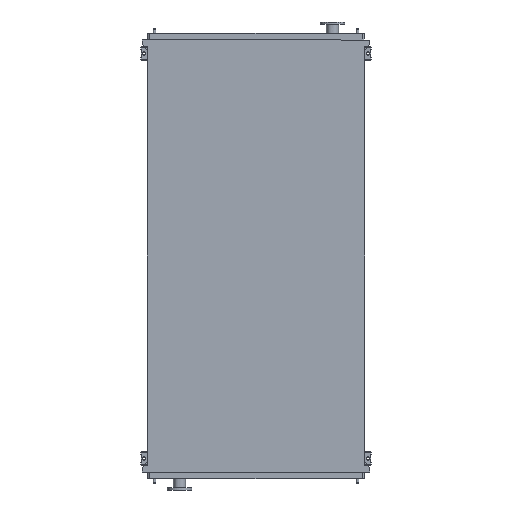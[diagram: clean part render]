
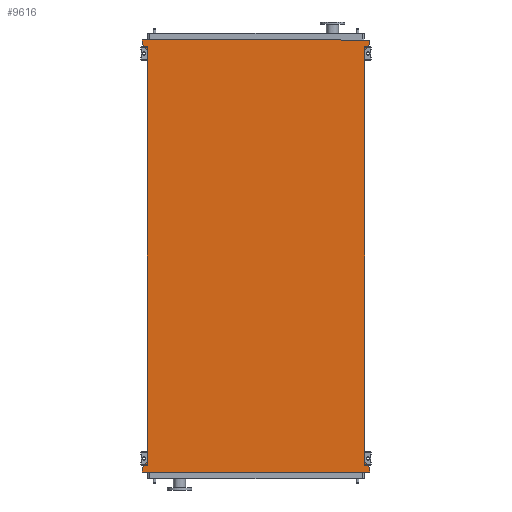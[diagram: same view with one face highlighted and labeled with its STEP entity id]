
A CAD part, front view. The second image highlights one B-rep face of the part: STEP entity #9616.
In plain terms, the highlighted planar face has unit normal (0, -1, 0).
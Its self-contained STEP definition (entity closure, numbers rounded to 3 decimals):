
#178 = CARTESIAN_POINT ( 'NONE',  ( 1011., 0., 53. ) ) ;
#319 = CARTESIAN_POINT ( 'NONE',  ( -1011., 0., 95. ) ) ;
#387 = DIRECTION ( 'NONE',  ( 1., 0., 0. ) ) ;
#548 = EDGE_CURVE ( 'NONE', #12509, #19285, #8541, .T. ) ;
#577 = VECTOR ( 'NONE', #387, 1000. ) ;
#763 = VECTOR ( 'NONE', #3826, 1000. ) ;
#982 = VECTOR ( 'NONE', #16095, 1000. ) ;
#1008 = VERTEX_POINT ( 'NONE', #17502 ) ;
#1190 = EDGE_CURVE ( 'NONE', #2255, #1008, #18008, .T. ) ;
#1331 = EDGE_CURVE ( 'NONE', #9770, #7081, #4618, .T. ) ;
#1369 = CARTESIAN_POINT ( 'NONE',  ( -965., 0., 0. ) ) ;
#1530 = CARTESIAN_POINT ( 'NONE',  ( -1011., 0., 53. ) ) ;
#1743 = ORIENTED_EDGE ( 'NONE', *, *, #11556, .F. ) ;
#1761 = LINE ( 'NONE', #1530, #9672 ) ;
#1858 = ORIENTED_EDGE ( 'NONE', *, *, #6643, .F. ) ;
#2069 = VECTOR ( 'NONE', #6231, 1000. ) ;
#2255 = VERTEX_POINT ( 'NONE', #19292 ) ;
#2326 = ORIENTED_EDGE ( 'NONE', *, *, #8577, .F. ) ;
#2611 = EDGE_CURVE ( 'NONE', #19285, #11016, #16600, .T. ) ;
#3009 = PLANE ( 'NONE',  #12781 ) ;
#3421 = EDGE_LOOP ( 'NONE', ( #6215, #11533, #1743, #7421, #4890, #2326, #16692, #1858, #15336, #12316, #10966, #4520 ) ) ;
#3560 = CARTESIAN_POINT ( 'NONE',  ( -1011., 0., -3703. ) ) ;
#3826 = DIRECTION ( 'NONE',  ( -1., 0., 0. ) ) ;
#4179 = CARTESIAN_POINT ( 'NONE',  ( -965., 0., -3650. ) ) ;
#4432 = VECTOR ( 'NONE', #6803, 1000. ) ;
#4520 = ORIENTED_EDGE ( 'NONE', *, *, #17874, .F. ) ;
#4530 = CARTESIAN_POINT ( 'NONE',  ( -965., 0., -3650. ) ) ;
#4587 = VERTEX_POINT ( 'NONE', #11703 ) ;
#4614 = VECTOR ( 'NONE', #7661, 1000. ) ;
#4618 = LINE ( 'NONE', #319, #577 ) ;
#4621 = EDGE_CURVE ( 'NONE', #11016, #7527, #11453, .T. ) ;
#4890 = ORIENTED_EDGE ( 'NONE', *, *, #10561, .F. ) ;
#5212 = CARTESIAN_POINT ( 'NONE',  ( -965., 0., -3650. ) ) ;
#5329 = CARTESIAN_POINT ( 'NONE',  ( 1011., 0., -3745. ) ) ;
#5719 = VERTEX_POINT ( 'NONE', #5212 ) ;
#5792 = CARTESIAN_POINT ( 'NONE',  ( 965., 0., -3650. ) ) ;
#5853 = CARTESIAN_POINT ( 'NONE',  ( -1011., 0., -3745. ) ) ;
#6215 = ORIENTED_EDGE ( 'NONE', *, *, #1190, .T. ) ;
#6231 = DIRECTION ( 'NONE',  ( -0.655, 0., -0.755 ) ) ;
#6533 = EDGE_CURVE ( 'NONE', #5719, #11162, #10237, .T. ) ;
#6643 = EDGE_CURVE ( 'NONE', #7527, #5719, #16731, .T. ) ;
#6803 = DIRECTION ( 'NONE',  ( -0.655, 0., 0.755 ) ) ;
#7081 = VERTEX_POINT ( 'NONE', #12877 ) ;
#7421 = ORIENTED_EDGE ( 'NONE', *, *, #1331, .F. ) ;
#7458 = LINE ( 'NONE', #178, #2069 ) ;
#7521 = DIRECTION ( 'NONE',  ( 0., -1., 0. ) ) ;
#7527 = VERTEX_POINT ( 'NONE', #3560 ) ;
#7591 = VECTOR ( 'NONE', #8297, 1000. ) ;
#7661 = DIRECTION ( 'NONE',  ( 0., 0., -1. ) ) ;
#8297 = DIRECTION ( 'NONE',  ( 0., 0., -1. ) ) ;
#8402 = VECTOR ( 'NONE', #19178, 1000. ) ;
#8499 = CARTESIAN_POINT ( 'NONE',  ( -1011., 0., -3745. ) ) ;
#8537 = CARTESIAN_POINT ( 'NONE',  ( -1011., 0., 53. ) ) ;
#8541 = LINE ( 'NONE', #17990, #4614 ) ;
#8577 = EDGE_CURVE ( 'NONE', #11162, #11674, #16232, .T. ) ;
#8770 = DIRECTION ( 'NONE',  ( 0., 0., 1. ) ) ;
#9616 = ADVANCED_FACE ( 'NONE', ( #12257 ), #3009, .T. ) ;
#9672 = VECTOR ( 'NONE', #11941, 1000. ) ;
#9770 = VERTEX_POINT ( 'NONE', #13696 ) ;
#10237 = LINE ( 'NONE', #4179, #13726 ) ;
#10561 = EDGE_CURVE ( 'NONE', #11674, #9770, #1761, .T. ) ;
#10966 = ORIENTED_EDGE ( 'NONE', *, *, #548, .F. ) ;
#11016 = VERTEX_POINT ( 'NONE', #8499 ) ;
#11162 = VERTEX_POINT ( 'NONE', #1369 ) ;
#11168 = CARTESIAN_POINT ( 'NONE',  ( -965., 0., 0. ) ) ;
#11453 = LINE ( 'NONE', #5853, #14923 ) ;
#11533 = ORIENTED_EDGE ( 'NONE', *, *, #14530, .F. ) ;
#11556 = EDGE_CURVE ( 'NONE', #7081, #4587, #16367, .T. ) ;
#11674 = VERTEX_POINT ( 'NONE', #8537 ) ;
#11703 = CARTESIAN_POINT ( 'NONE',  ( 1011., 0., 53. ) ) ;
#11941 = DIRECTION ( 'NONE',  ( 0., 0., 1. ) ) ;
#12257 = FACE_OUTER_BOUND ( 'NONE', #3421, .T. ) ;
#12316 = ORIENTED_EDGE ( 'NONE', *, *, #2611, .F. ) ;
#12509 = VERTEX_POINT ( 'NONE', #18696 ) ;
#12781 = AXIS2_PLACEMENT_3D ( 'NONE', #4530, #7521, #17846 ) ;
#12866 = LINE ( 'NONE', #5792, #982 ) ;
#12877 = CARTESIAN_POINT ( 'NONE',  ( 1011., 0., 95. ) ) ;
#13086 = DIRECTION ( 'NONE',  ( 0., 0., 1. ) ) ;
#13696 = CARTESIAN_POINT ( 'NONE',  ( -1011., 0., 95. ) ) ;
#13726 = VECTOR ( 'NONE', #13086, 1000. ) ;
#14074 = VECTOR ( 'NONE', #19321, 1000. ) ;
#14530 = EDGE_CURVE ( 'NONE', #4587, #1008, #7458, .T. ) ;
#14923 = VECTOR ( 'NONE', #8770, 1000. ) ;
#15336 = ORIENTED_EDGE ( 'NONE', *, *, #4621, .F. ) ;
#15658 = CARTESIAN_POINT ( 'NONE',  ( 1011., 0., -3745. ) ) ;
#16095 = DIRECTION ( 'NONE',  ( 0.655, 0., -0.755 ) ) ;
#16232 = LINE ( 'NONE', #11168, #4432 ) ;
#16367 = LINE ( 'NONE', #17207, #7591 ) ;
#16600 = LINE ( 'NONE', #5329, #763 ) ;
#16692 = ORIENTED_EDGE ( 'NONE', *, *, #6533, .F. ) ;
#16731 = LINE ( 'NONE', #17686, #8402 ) ;
#17207 = CARTESIAN_POINT ( 'NONE',  ( 1011., 0., 95. ) ) ;
#17502 = CARTESIAN_POINT ( 'NONE',  ( 965., 0., 0. ) ) ;
#17686 = CARTESIAN_POINT ( 'NONE',  ( -1011., 0., -3703. ) ) ;
#17841 = CARTESIAN_POINT ( 'NONE',  ( 965., 0., -3650. ) ) ;
#17846 = DIRECTION ( 'NONE',  ( 0., 0., -1. ) ) ;
#17874 = EDGE_CURVE ( 'NONE', #2255, #12509, #12866, .T. ) ;
#17990 = CARTESIAN_POINT ( 'NONE',  ( 1011., 0., -3703. ) ) ;
#18008 = LINE ( 'NONE', #17841, #14074 ) ;
#18696 = CARTESIAN_POINT ( 'NONE',  ( 1011., 0., -3703. ) ) ;
#19178 = DIRECTION ( 'NONE',  ( 0.655, 0., 0.755 ) ) ;
#19285 = VERTEX_POINT ( 'NONE', #15658 ) ;
#19292 = CARTESIAN_POINT ( 'NONE',  ( 965., 0., -3650. ) ) ;
#19321 = DIRECTION ( 'NONE',  ( 0., 0., 1. ) ) ;
